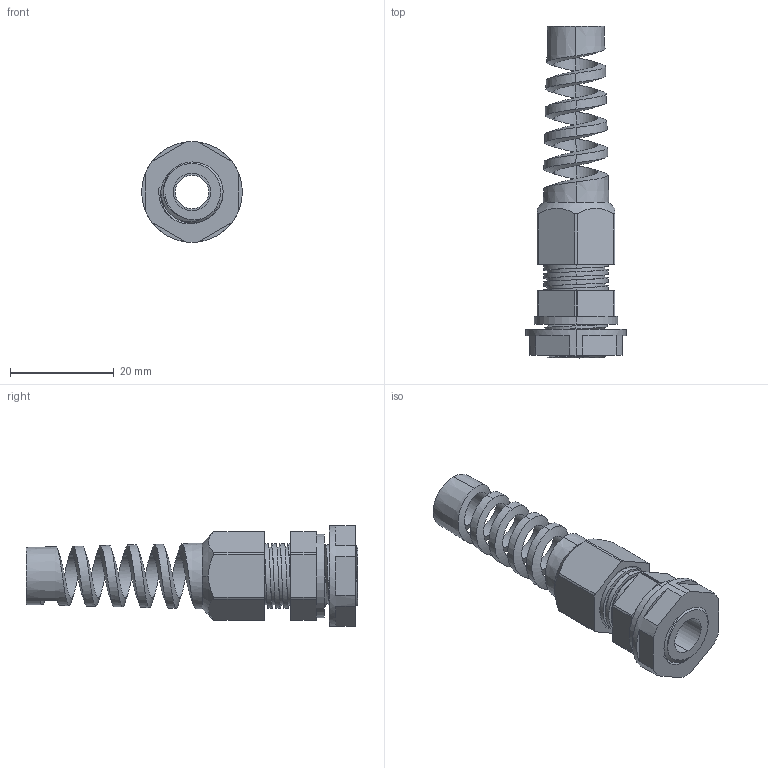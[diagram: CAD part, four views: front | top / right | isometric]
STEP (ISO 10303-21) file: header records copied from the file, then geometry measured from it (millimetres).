
FILE_DESCRIPTION (( 'STEP AP203' ), '1' );
FILE_NAME ('BMSPX-2S-W.step', '2016-02-11T13:27:07', ( '' ), ( '' ), 'SwSTEP 2.0', 'SolidWorks 2015', '' );
FILE_SCHEMA (( 'CONFIG_CONTROL_DESIGN' ));
Length unit declared in the file: millimetre
Products named in the file (1): BMSPX-2S-W
Bounding box: 19.4 x 64 x 19.4 mm (x, y, z)
Volume: 4941.6 mm3; surface area: 7462.6 mm2
Topology: 5 solids, 5 shells, 223 faces, 626 edges, 416 vertices
Faces by surface type: plane 102, cylinder 88, cone 18, bspline 13, torus 2
Entity records: 12466 total; most frequent: CARTESIAN_POINT 6992, ORIENTED_EDGE 1252, DIRECTION 1030, EDGE_CURVE 626, VERTEX_POINT 416, AXIS2_PLACEMENT_3D 374, VECTOR 282, LINE 282
